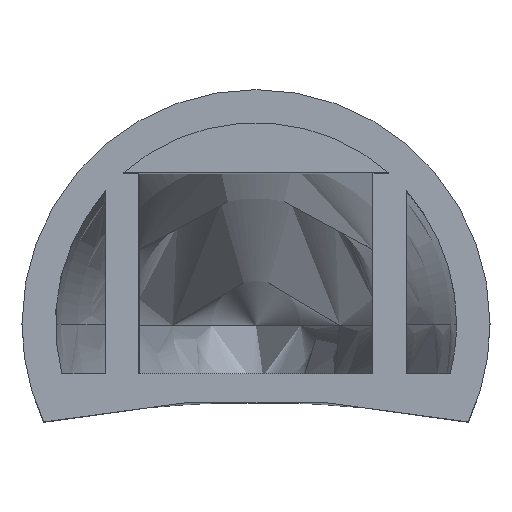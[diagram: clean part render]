
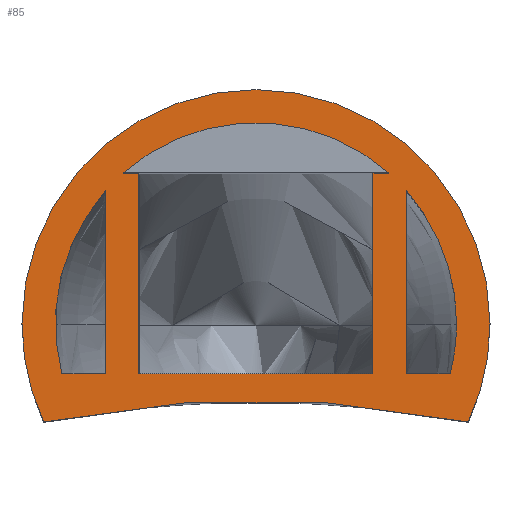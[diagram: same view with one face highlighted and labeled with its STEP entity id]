
A CAD part, top view. The second image highlights one B-rep face of the part: STEP entity #85.
In plain terms, the highlighted planar face has unit normal (0, 0, 1).
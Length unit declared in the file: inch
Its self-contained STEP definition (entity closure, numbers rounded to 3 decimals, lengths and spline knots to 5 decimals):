
#11 = DIRECTION ( 'NONE',  ( 0., -1., 0. ) ) ;
#15 = FACE_OUTER_BOUND ( 'NONE', #27, .T. ) ;
#27 = EDGE_LOOP ( 'NONE', ( #264, #396, #169, #502 ) ) ;
#52 = CIRCLE ( 'NONE', #941, 0.6 ) ;
#58 = CIRCLE ( 'NONE', #964, 0.7 ) ;
#62 = CARTESIAN_POINT ( 'NONE',  ( 0.7, 0., 0. ) ) ;
#71 = EDGE_CURVE ( 'NONE', #513, #852, #208, .T. ) ;
#84 = ORIENTED_EDGE ( 'NONE', *, *, #728, .T. ) ;
#85 = ADVANCED_FACE ( 'NONE', ( #373, #974, #15, #187 ), #122, .F. ) ;
#98 = CARTESIAN_POINT ( 'NONE',  ( 0., 0., 0. ) ) ;
#99 = ORIENTED_EDGE ( 'NONE', *, *, #439, .T. ) ;
#111 = VECTOR ( 'NONE', #293, 39.37008 ) ;
#122 = PLANE ( 'NONE',  #415 ) ;
#124 = ORIENTED_EDGE ( 'NONE', *, *, #682, .F. ) ;
#125 = CIRCLE ( 'NONE', #781, 0.7 ) ;
#133 = DIRECTION ( 'NONE',  ( -1., 0., 0. ) ) ;
#136 = CARTESIAN_POINT ( 'NONE',  ( 0., 0., 0. ) ) ;
#151 = CARTESIAN_POINT ( 'NONE',  ( 0., 0., 0. ) ) ;
#152 = VERTEX_POINT ( 'NONE', #727 ) ;
#155 = EDGE_CURVE ( 'NONE', #602, #370, #307, .T. ) ;
#166 = EDGE_CURVE ( 'NONE', #874, #788, #52, .T. ) ;
#169 = ORIENTED_EDGE ( 'NONE', *, *, #913, .F. ) ;
#178 = VERTEX_POINT ( 'NONE', #62 ) ;
#183 = EDGE_CURVE ( 'NONE', #843, #479, #400, .T. ) ;
#187 = FACE_BOUND ( 'NONE', #260, .T. ) ;
#189 = LINE ( 'NONE', #541, #194 ) ;
#193 = CIRCLE ( 'NONE', #1086, 0.7 ) ;
#194 = VECTOR ( 'NONE', #220, 39.37008 ) ;
#208 = LINE ( 'NONE', #1060, #287 ) ;
#211 = VERTEX_POINT ( 'NONE', #1092 ) ;
#220 = DIRECTION ( 'NONE',  ( 0., -1., 0. ) ) ;
#221 = CARTESIAN_POINT ( 'NONE',  ( 0., 0., 0. ) ) ;
#239 = DIRECTION ( 'NONE',  ( -1., 0., 0. ) ) ;
#249 = DIRECTION ( 'NONE',  ( 1., 0., 0. ) ) ;
#260 = EDGE_LOOP ( 'NONE', ( #530, #450, #886 ) ) ;
#261 = EDGE_CURVE ( 'NONE', #280, #838, #342, .T. ) ;
#264 = ORIENTED_EDGE ( 'NONE', *, *, #155, .T. ) ;
#266 = CARTESIAN_POINT ( 'NONE',  ( 0., 0., 0. ) ) ;
#268 = LINE ( 'NONE', #473, #601 ) ;
#276 = EDGE_CURVE ( 'NONE', #966, #843, #476, .T. ) ;
#277 = LINE ( 'NONE', #900, #967 ) ;
#280 = VERTEX_POINT ( 'NONE', #745 ) ;
#284 = EDGE_CURVE ( 'NONE', #602, #152, #125, .T. ) ;
#287 = VECTOR ( 'NONE', #631, 39.37008 ) ;
#293 = DIRECTION ( 'NONE',  ( -1., 0., 0. ) ) ;
#307 = CIRCLE ( 'NONE', #939, 3.17 ) ;
#320 = DIRECTION ( 'NONE',  ( 0., 0., -1. ) ) ;
#327 = VERTEX_POINT ( 'NONE', #774 ) ;
#342 = CIRCLE ( 'NONE', #490, 0.6 ) ;
#351 = CARTESIAN_POINT ( 'NONE',  ( -0.35, 0.45, 0. ) ) ;
#358 = DIRECTION ( 'NONE',  ( -1., 0., 0. ) ) ;
#362 = AXIS2_PLACEMENT_3D ( 'NONE', #98, #651, #833 ) ;
#370 = VERTEX_POINT ( 'NONE', #1049 ) ;
#373 = FACE_BOUND ( 'NONE', #942, .T. ) ;
#381 = VERTEX_POINT ( 'NONE', #528 ) ;
#386 = DIRECTION ( 'NONE',  ( -1., 0., 0. ) ) ;
#389 = EDGE_CURVE ( 'NONE', #327, #381, #617, .T. ) ;
#396 = ORIENTED_EDGE ( 'NONE', *, *, #709, .F. ) ;
#397 = DIRECTION ( 'NONE',  ( 0., 0., -1. ) ) ;
#400 = LINE ( 'NONE', #998, #994 ) ;
#401 = VECTOR ( 'NONE', #11, 39.37008 ) ;
#407 = DIRECTION ( 'NONE',  ( -1., 0., 0. ) ) ;
#415 = AXIS2_PLACEMENT_3D ( 'NONE', #455, #1080, #1073 ) ;
#418 = ORIENTED_EDGE ( 'NONE', *, *, #261, .T. ) ;
#431 = DIRECTION ( 'NONE',  ( -1., 0., 0. ) ) ;
#439 = EDGE_CURVE ( 'NONE', #327, #211, #277, .T. ) ;
#450 = ORIENTED_EDGE ( 'NONE', *, *, #627, .T. ) ;
#455 = CARTESIAN_POINT ( 'NONE',  ( 0., 0., 0. ) ) ;
#458 = CIRCLE ( 'NONE', #362, 0.6 ) ;
#473 = CARTESIAN_POINT ( 'NONE',  ( 0., -0.15, 0. ) ) ;
#476 = LINE ( 'NONE', #823, #616 ) ;
#479 = VERTEX_POINT ( 'NONE', #733 ) ;
#490 = AXIS2_PLACEMENT_3D ( 'NONE', #221, #1109, #239 ) ;
#496 = DIRECTION ( 'NONE',  ( 1., 0., 0. ) ) ;
#502 = ORIENTED_EDGE ( 'NONE', *, *, #284, .F. ) ;
#513 = VERTEX_POINT ( 'NONE', #1003 ) ;
#525 = DIRECTION ( 'NONE',  ( 0., 0., -1. ) ) ;
#526 = ORIENTED_EDGE ( 'NONE', *, *, #389, .F. ) ;
#528 = CARTESIAN_POINT ( 'NONE',  ( 0.39686, 0.45, 0. ) ) ;
#530 = ORIENTED_EDGE ( 'NONE', *, *, #166, .T. ) ;
#538 = ORIENTED_EDGE ( 'NONE', *, *, #276, .F. ) ;
#541 = CARTESIAN_POINT ( 'NONE',  ( -0.45, 0., 0. ) ) ;
#554 = EDGE_CURVE ( 'NONE', #838, #513, #1113, .T. ) ;
#560 = ORIENTED_EDGE ( 'NONE', *, *, #71, .T. ) ;
#567 = DIRECTION ( 'NONE',  ( -1., 0., 0. ) ) ;
#591 = EDGE_CURVE ( 'NONE', #280, #852, #791, .T. ) ;
#601 = VECTOR ( 'NONE', #358, 39.37008 ) ;
#602 = VERTEX_POINT ( 'NONE', #1058 ) ;
#609 = CARTESIAN_POINT ( 'NONE',  ( 0., 0., 0. ) ) ;
#615 = DIRECTION ( 'NONE',  ( -1., 0., 0. ) ) ;
#616 = VECTOR ( 'NONE', #496, 39.37008 ) ;
#617 = LINE ( 'NONE', #947, #889 ) ;
#618 = LINE ( 'NONE', #1070, #111 ) ;
#621 = AXIS2_PLACEMENT_3D ( 'NONE', #266, #951, #615 ) ;
#627 = EDGE_CURVE ( 'NONE', #788, #821, #189, .T. ) ;
#631 = DIRECTION ( 'NONE',  ( -1., 0., 0. ) ) ;
#632 = CARTESIAN_POINT ( 'NONE',  ( -0.39686, 0.45, 0. ) ) ;
#650 = EDGE_LOOP ( 'NONE', ( #560, #1025, #418, #936 ) ) ;
#651 = DIRECTION ( 'NONE',  ( 0., 0., 1. ) ) ;
#654 = CARTESIAN_POINT ( 'NONE',  ( 0., 0., 0. ) ) ;
#682 = EDGE_CURVE ( 'NONE', #381, #966, #458, .T. ) ;
#703 = CARTESIAN_POINT ( 'NONE',  ( -0.58095, -0.15, 0. ) ) ;
#709 = EDGE_CURVE ( 'NONE', #178, #370, #58, .T. ) ;
#727 = CARTESIAN_POINT ( 'NONE',  ( -0.7, 0., 0. ) ) ;
#728 = EDGE_CURVE ( 'NONE', #211, #479, #268, .T. ) ;
#733 = CARTESIAN_POINT ( 'NONE',  ( -0.35, -0.15, 0. ) ) ;
#745 = CARTESIAN_POINT ( 'NONE',  ( 0.45, 0.39686, 0. ) ) ;
#751 = EDGE_CURVE ( 'NONE', #821, #874, #618, .T. ) ;
#756 = CARTESIAN_POINT ( 'NONE',  ( -0.45, -0.15, 0. ) ) ;
#774 = CARTESIAN_POINT ( 'NONE',  ( 0.35, 0.45, 0. ) ) ;
#780 = CARTESIAN_POINT ( 'NONE',  ( 0.6, 0., 0. ) ) ;
#781 = AXIS2_PLACEMENT_3D ( 'NONE', #654, #912, #133 ) ;
#788 = VERTEX_POINT ( 'NONE', #845 ) ;
#791 = LINE ( 'NONE', #800, #401 ) ;
#800 = CARTESIAN_POINT ( 'NONE',  ( 0.45, 0., 0. ) ) ;
#821 = VERTEX_POINT ( 'NONE', #756 ) ;
#823 = CARTESIAN_POINT ( 'NONE',  ( 0., 0.45, 0. ) ) ;
#833 = DIRECTION ( 'NONE',  ( 1., 0., 0. ) ) ;
#838 = VERTEX_POINT ( 'NONE', #780 ) ;
#843 = VERTEX_POINT ( 'NONE', #351 ) ;
#845 = CARTESIAN_POINT ( 'NONE',  ( -0.45, 0.39686, 0. ) ) ;
#852 = VERTEX_POINT ( 'NONE', #1119 ) ;
#874 = VERTEX_POINT ( 'NONE', #703 ) ;
#883 = DIRECTION ( 'NONE',  ( 0., -1., 0. ) ) ;
#886 = ORIENTED_EDGE ( 'NONE', *, *, #751, .T. ) ;
#889 = VECTOR ( 'NONE', #249, 39.37008 ) ;
#900 = CARTESIAN_POINT ( 'NONE',  ( 0.35, 0., 0. ) ) ;
#903 = ORIENTED_EDGE ( 'NONE', *, *, #183, .F. ) ;
#912 = DIRECTION ( 'NONE',  ( 0., 0., -1. ) ) ;
#913 = EDGE_CURVE ( 'NONE', #152, #178, #193, .T. ) ;
#931 = DIRECTION ( 'NONE',  ( 0., 0., -1. ) ) ;
#936 = ORIENTED_EDGE ( 'NONE', *, *, #554, .T. ) ;
#939 = AXIS2_PLACEMENT_3D ( 'NONE', #984, #320, #386 ) ;
#941 = AXIS2_PLACEMENT_3D ( 'NONE', #151, #931, #407 ) ;
#942 = EDGE_LOOP ( 'NONE', ( #99, #84, #903, #538, #124, #526 ) ) ;
#947 = CARTESIAN_POINT ( 'NONE',  ( 0., 0.45, 0. ) ) ;
#951 = DIRECTION ( 'NONE',  ( 0., 0., -1. ) ) ;
#964 = AXIS2_PLACEMENT_3D ( 'NONE', #136, #397, #567 ) ;
#966 = VERTEX_POINT ( 'NONE', #632 ) ;
#967 = VECTOR ( 'NONE', #883, 39.37008 ) ;
#974 = FACE_BOUND ( 'NONE', #650, .T. ) ;
#984 = CARTESIAN_POINT ( 'NONE',  ( 0., -3.4, 0. ) ) ;
#994 = VECTOR ( 'NONE', #1018, 39.37008 ) ;
#998 = CARTESIAN_POINT ( 'NONE',  ( -0.35, 0., 0. ) ) ;
#1003 = CARTESIAN_POINT ( 'NONE',  ( 0.58095, -0.15, 0. ) ) ;
#1018 = DIRECTION ( 'NONE',  ( 0., -1., 0. ) ) ;
#1025 = ORIENTED_EDGE ( 'NONE', *, *, #591, .F. ) ;
#1049 = CARTESIAN_POINT ( 'NONE',  ( 0.63514, -0.29428, 0. ) ) ;
#1058 = CARTESIAN_POINT ( 'NONE',  ( -0.63514, -0.29428, 0. ) ) ;
#1060 = CARTESIAN_POINT ( 'NONE',  ( 0., -0.15, 0. ) ) ;
#1070 = CARTESIAN_POINT ( 'NONE',  ( 0., -0.15, 0. ) ) ;
#1073 = DIRECTION ( 'NONE',  ( -1., 0., 0. ) ) ;
#1080 = DIRECTION ( 'NONE',  ( 0., 0., -1. ) ) ;
#1086 = AXIS2_PLACEMENT_3D ( 'NONE', #609, #525, #431 ) ;
#1092 = CARTESIAN_POINT ( 'NONE',  ( 0.35, -0.15, 0. ) ) ;
#1109 = DIRECTION ( 'NONE',  ( 0., 0., -1. ) ) ;
#1113 = CIRCLE ( 'NONE', #621, 0.6 ) ;
#1119 = CARTESIAN_POINT ( 'NONE',  ( 0.45, -0.15, 0. ) ) ;
